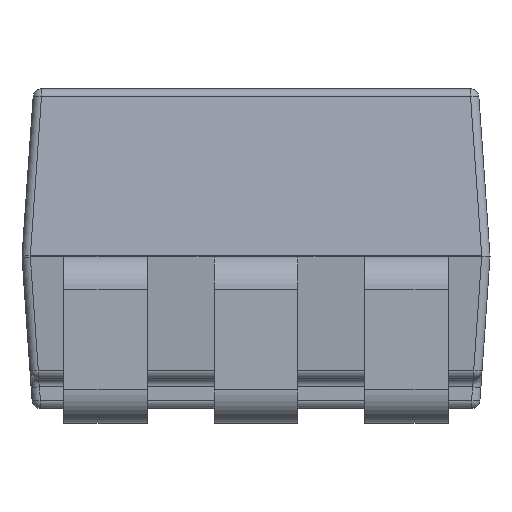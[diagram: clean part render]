
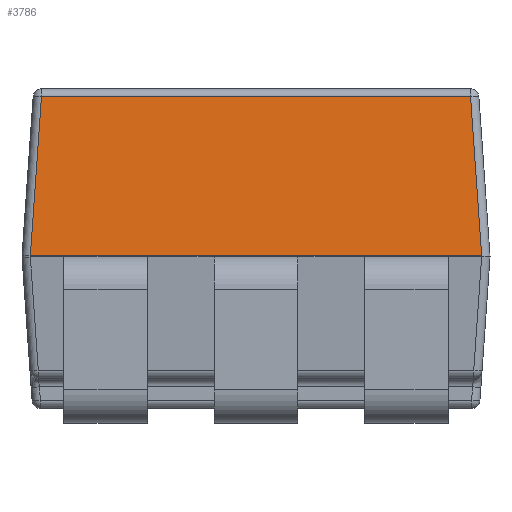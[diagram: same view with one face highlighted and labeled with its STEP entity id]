
A CAD part, left-side view. The second image highlights one B-rep face of the part: STEP entity #3786.
In plain terms, the highlighted planar face has unit normal (-0.998, 0, 0.07).
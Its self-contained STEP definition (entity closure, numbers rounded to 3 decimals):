
#302=LINE('',#8032,#609);
#313=LINE('',#8115,#620);
#315=LINE('',#8125,#622);
#318=LINE('',#8130,#625);
#609=VECTOR('',#4715,10.);
#620=VECTOR('',#4790,10.);
#622=VECTOR('',#4804,10.);
#625=VECTOR('',#4811,10.);
#804=PLANE('',#4159);
#1001=FACE_OUTER_BOUND('',#1240,.T.);
#1240=EDGE_LOOP('',(#3041,#3042,#3043,#3044));
#1755=VERTEX_POINT('',#8022);
#1758=VERTEX_POINT('',#8031);
#1765=VERTEX_POINT('',#8096);
#1768=VERTEX_POINT('',#8108);
#2153=EDGE_CURVE('',#1755,#1758,#302,.T.);
#2183=EDGE_CURVE('',#1758,#1768,#313,.T.);
#2190=EDGE_CURVE('',#1768,#1765,#315,.T.);
#2193=EDGE_CURVE('',#1765,#1755,#318,.T.);
#3041=ORIENTED_EDGE('',*,*,#2183,.F.);
#3042=ORIENTED_EDGE('',*,*,#2153,.F.);
#3043=ORIENTED_EDGE('',*,*,#2193,.F.);
#3044=ORIENTED_EDGE('',*,*,#2190,.F.);
#3786=ADVANCED_FACE('',(#1001),#804,.T.);
#4159=AXIS2_PLACEMENT_3D('',#8333,#4997,#4998);
#4715=DIRECTION('',(-0.07,-0.07,-0.995));
#4790=DIRECTION('',(0.,1.,0.));
#4804=DIRECTION('',(0.07,-0.07,0.995));
#4811=DIRECTION('',(0.,-1.,0.));
#4997=DIRECTION('center_axis',(-0.998,0.,0.07));
#4998=DIRECTION('ref_axis',(0.,-1.,0.));
#8022=CARTESIAN_POINT('',(-1.433,-1.283,1.951));
#8031=CARTESIAN_POINT('',(-1.5,-1.349,0.999));
#8032=CARTESIAN_POINT('',(-1.493,-1.343,1.096));
#8096=CARTESIAN_POINT('',(-1.433,1.284,1.951));
#8108=CARTESIAN_POINT('',(-1.5,1.35,0.999));
#8115=CARTESIAN_POINT('',(-1.5,0.,0.999));
#8125=CARTESIAN_POINT('',(-1.493,1.344,1.089));
#8130=CARTESIAN_POINT('',(-1.433,-0.7,1.951));
#8333=CARTESIAN_POINT('Origin',(-1.5,-1.4,0.996));
